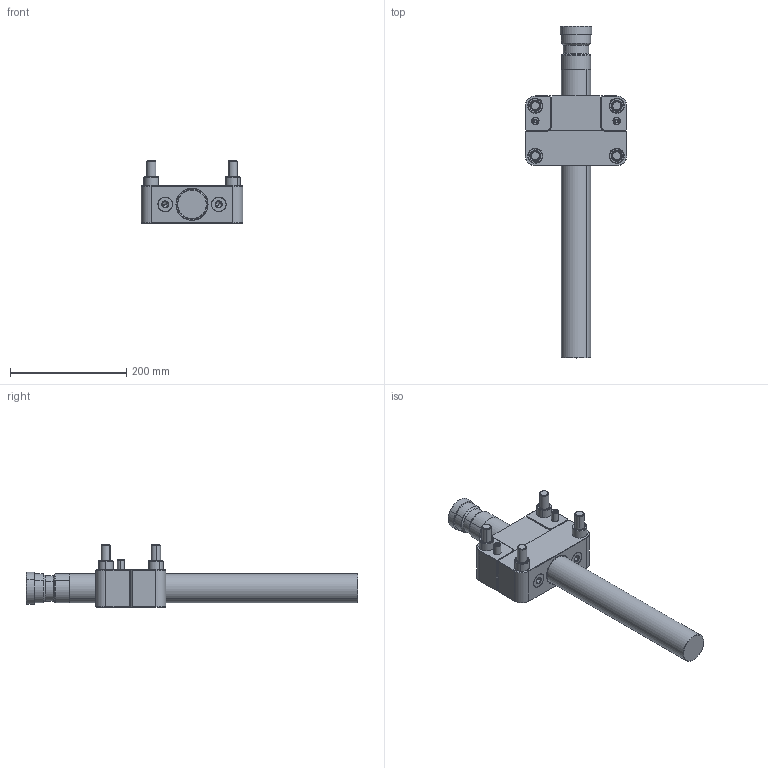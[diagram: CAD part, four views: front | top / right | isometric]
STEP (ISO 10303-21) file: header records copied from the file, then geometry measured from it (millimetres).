
FILE_DESCRIPTION (( 'STEP AP214' ), '1' );
FILE_NAME ('EX501600.STEP', '2022-11-30T15:20:20', ( '' ), ( '' ), 'SwSTEP 2.0', 'SolidWorks 2021', '' );
FILE_SCHEMA (( 'AUTOMOTIVE_DESIGN' ));
Length unit declared in the file: millimetre
Products named in the file (17): 3CASQ-EX50_Predeterminado; EX501600-E_Predeterminado; EX501600; EX501600-C_Predeterminado; ZBS063_Predeterminado; EX501600-G_Predeterminado; EX501600-B_Predeterminado; 1DIN9121680_DIN 912 M16 x 80 --- 44C; EX501600-A_Predeterminado; 3MUELLE-EX50_comprimida; 1DIN91220100_Predeterminado; EX501600-D_Predeterminado; EX501600-F_Predeterminado; 1PCR79791240_ISO 8735-12x32-A-St; EX501600-H_Predeterminado; 1BOLA-D4_Predeterminado; 3IMAN10X5_Predeterminado
Assembly tree (29 placements, depth 2):
  EX501600
    EX501600-A_Predeterminado
    EX501600-B_Predeterminado
    EX501600-C_Predeterminado
    EX501600-D_Predeterminado  x2
    EX501600-E_Predeterminado
    EX501600-F_Predeterminado  x2
    EX501600-G_Predeterminado  x2
    EX501600-H_Predeterminado
    1BOLA-D4_Predeterminado  x2
    1PCR79791240_ISO 8735-12x32-A-St  x2
    ZBS063_Predeterminado  x4
    1DIN91220100_Predeterminado
    1DIN9121680_DIN 912 M16 x 80 --- 44C  x4
    3IMAN10X5_Predeterminado  x2
    3MUELLE-EX50_comprimida  x2
    3CASQ-EX50_Predeterminado
Bounding box: 174 x 570 x 106.5 mm (x, y, z)
Volume: 2192516.5 mm3; surface area: 361684.6 mm2
Topology: 33 solids, 33 shells, 856 faces, 1901 edges, 1126 vertices
Faces by surface type: plane 304, cone 224, cylinder 214, torus 92, bspline 14, sphere 8
Entity records: 22524 total; most frequent: CARTESIAN_POINT 8455, DIRECTION 2940, ORIENTED_EDGE 2600, EDGE_CURVE 1300, AXIS2_PLACEMENT_3D 1145, VERTEX_POINT 780, LINE 650, VECTOR 650
